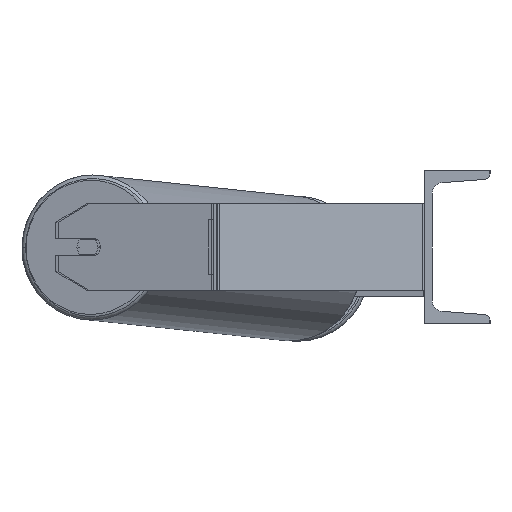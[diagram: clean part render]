
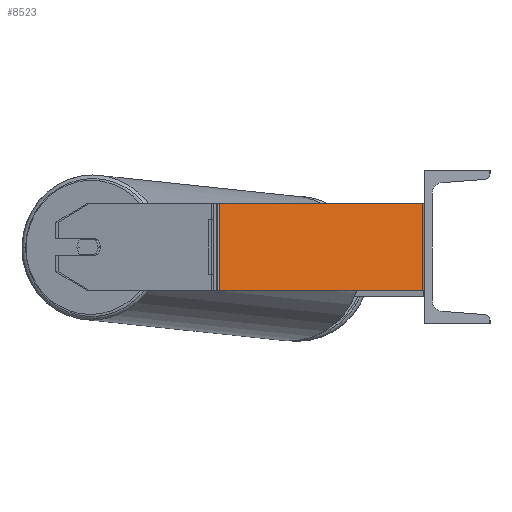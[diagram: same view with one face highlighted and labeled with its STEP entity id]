
A CAD part, left-side view. The second image highlights one B-rep face of the part: STEP entity #8523.
In plain terms, the highlighted planar face has unit normal (-0.985, -0.174, 0).
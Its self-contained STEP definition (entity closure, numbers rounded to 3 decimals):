
#349 = CARTESIAN_POINT ( 'NONE',  ( -1118.789, 191.627, 40. ) ) ;
#791 = CARTESIAN_POINT ( 'NONE',  ( -1118.173, 188.133, -40. ) ) ;
#958 = CARTESIAN_POINT ( 'NONE',  ( -1118.173, 188.133, 40. ) ) ;
#1216 = VERTEX_POINT ( 'NONE', #7166 ) ;
#1455 = EDGE_CURVE ( 'NONE', #4079, #6924, #2548, .T. ) ;
#1516 = VECTOR ( 'NONE', #4390, 1000. ) ;
#1592 = ORIENTED_EDGE ( 'NONE', *, *, #1455, .T. ) ;
#1879 = EDGE_CURVE ( 'NONE', #2151, #4079, #7297, .T. ) ;
#1914 = CARTESIAN_POINT ( 'NONE',  ( -1118.789, 191.627, 40. ) ) ;
#2151 = VERTEX_POINT ( 'NONE', #9078 ) ;
#2548 = LINE ( 'NONE', #4591, #6876 ) ;
#2595 = DIRECTION ( 'NONE',  ( 0.174, -0.985, 0. ) ) ;
#2968 = ORIENTED_EDGE ( 'NONE', *, *, #3688, .F. ) ;
#3083 = ORIENTED_EDGE ( 'NONE', *, *, #6240, .F. ) ;
#3268 = DIRECTION ( 'NONE',  ( 0.174, -0.985, 0. ) ) ;
#3688 = EDGE_CURVE ( 'NONE', #2151, #1216, #4566, .T. ) ;
#4079 = VERTEX_POINT ( 'NONE', #791 ) ;
#4111 = AXIS2_PLACEMENT_3D ( 'NONE', #1914, #5386, #7480 ) ;
#4390 = DIRECTION ( 'NONE',  ( 0., 0., -1. ) ) ;
#4566 = LINE ( 'NONE', #349, #5592 ) ;
#4591 = CARTESIAN_POINT ( 'NONE',  ( -1118.789, 191.627, -40. ) ) ;
#5386 = DIRECTION ( 'NONE',  ( 0.985, 0.174, 0. ) ) ;
#5592 = VECTOR ( 'NONE', #3268, 1000. ) ;
#6091 = PLANE ( 'NONE',  #4111 ) ;
#6240 = EDGE_CURVE ( 'NONE', #1216, #6924, #8724, .T. ) ;
#6614 = DIRECTION ( 'NONE',  ( 0., 0., -1. ) ) ;
#6690 = CARTESIAN_POINT ( 'NONE',  ( -1085., 0., 40. ) ) ;
#6876 = VECTOR ( 'NONE', #2595, 1000. ) ;
#6924 = VERTEX_POINT ( 'NONE', #7728 ) ;
#7166 = CARTESIAN_POINT ( 'NONE',  ( -1085., 0., 40. ) ) ;
#7297 = LINE ( 'NONE', #958, #7460 ) ;
#7312 = ORIENTED_EDGE ( 'NONE', *, *, #1879, .T. ) ;
#7313 = EDGE_LOOP ( 'NONE', ( #1592, #3083, #2968, #7312 ) ) ;
#7437 = FACE_OUTER_BOUND ( 'NONE', #7313, .T. ) ;
#7460 = VECTOR ( 'NONE', #6614, 1000. ) ;
#7480 = DIRECTION ( 'NONE',  ( -0.174, 0.985, 0. ) ) ;
#7728 = CARTESIAN_POINT ( 'NONE',  ( -1085., 0., -40. ) ) ;
#8523 = ADVANCED_FACE ( 'NONE', ( #7437 ), #6091, .F. ) ;
#8724 = LINE ( 'NONE', #6690, #1516 ) ;
#9078 = CARTESIAN_POINT ( 'NONE',  ( -1118.173, 188.133, 40. ) ) ;
